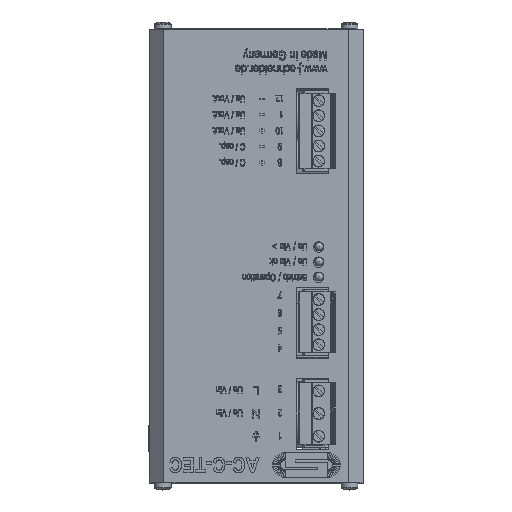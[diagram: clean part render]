
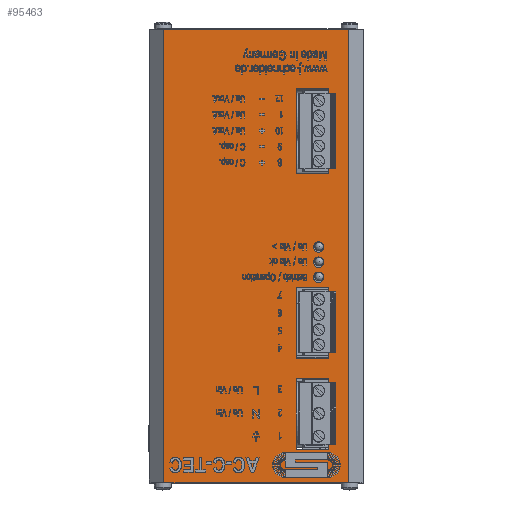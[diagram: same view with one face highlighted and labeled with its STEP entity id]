
A CAD part, top view. The second image highlights one B-rep face of the part: STEP entity #95463.
In plain terms, the highlighted planar face has unit normal (0, 0, 1).
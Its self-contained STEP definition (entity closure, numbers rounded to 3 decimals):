
#6933=FACE_BOUND('',#39663,.T.);
#6934=FACE_BOUND('',#39664,.T.);
#6935=FACE_BOUND('',#39665,.T.);
#6936=FACE_BOUND('',#39666,.T.);
#6937=FACE_BOUND('',#39667,.T.);
#6938=FACE_BOUND('',#39668,.T.);
#9102=PLANE('',#102285);
#15548=LINE('',#139935,#25617);
#15551=LINE('',#139941,#25620);
#15554=LINE('',#139947,#25623);
#15557=LINE('',#139951,#25626);
#15560=LINE('',#139959,#25629);
#15563=LINE('',#139965,#25632);
#15566=LINE('',#139971,#25635);
#15569=LINE('',#139975,#25638);
#15572=LINE('',#139983,#25641);
#15575=LINE('',#139989,#25644);
#15578=LINE('',#139995,#25647);
#15581=LINE('',#139999,#25650);
#15583=LINE('',#140005,#25652);
#15765=LINE('',#140401,#25834);
#15771=LINE('',#140411,#25840);
#15905=LINE('',#140712,#25974);
#25617=VECTOR('',#115676,10.);
#25620=VECTOR('',#115681,10.);
#25623=VECTOR('',#115686,10.);
#25626=VECTOR('',#115691,10.);
#25629=VECTOR('',#115696,10.);
#25632=VECTOR('',#115701,10.);
#25635=VECTOR('',#115706,10.);
#25638=VECTOR('',#115711,10.);
#25641=VECTOR('',#115716,10.);
#25644=VECTOR('',#115721,10.);
#25647=VECTOR('',#115726,10.);
#25650=VECTOR('',#115731,10.);
#25652=VECTOR('',#115735,1.);
#25834=VECTOR('',#116081,1.);
#25840=VECTOR('',#116089,1.);
#25974=VECTOR('',#116385,1.);
#33958=FACE_OUTER_BOUND('',#39662,.T.);
#39662=EDGE_LOOP('',(#78578,#78579,#78580,#78581));
#39663=EDGE_LOOP('',(#78582));
#39664=EDGE_LOOP('',(#78583));
#39665=EDGE_LOOP('',(#78584));
#39666=EDGE_LOOP('',(#78585,#78586,#78587,#78588));
#39667=EDGE_LOOP('',(#78589,#78590,#78591,#78592));
#39668=EDGE_LOOP('',(#78593,#78594,#78595,#78596));
#43446=CIRCLE('',#102102,1.75);
#43448=CIRCLE('',#102105,1.75);
#43450=CIRCLE('',#102108,1.75);
#47716=VERTEX_POINT('',#139913);
#47718=VERTEX_POINT('',#139919);
#47720=VERTEX_POINT('',#139925);
#47723=VERTEX_POINT('',#139932);
#47724=VERTEX_POINT('',#139934);
#47726=VERTEX_POINT('',#139940);
#47728=VERTEX_POINT('',#139946);
#47731=VERTEX_POINT('',#139956);
#47732=VERTEX_POINT('',#139958);
#47734=VERTEX_POINT('',#139964);
#47736=VERTEX_POINT('',#139970);
#47739=VERTEX_POINT('',#139980);
#47740=VERTEX_POINT('',#139982);
#47742=VERTEX_POINT('',#139988);
#47744=VERTEX_POINT('',#139994);
#47745=VERTEX_POINT('',#140001);
#47747=VERTEX_POINT('',#140004);
#47879=VERTEX_POINT('',#140400);
#47882=VERTEX_POINT('',#140409);
#58579=EDGE_CURVE('',#47716,#47716,#43446,.T.);
#58582=EDGE_CURVE('',#47718,#47718,#43448,.T.);
#58585=EDGE_CURVE('',#47720,#47720,#43450,.T.);
#58588=EDGE_CURVE('',#47724,#47723,#15548,.T.);
#58591=EDGE_CURVE('',#47726,#47724,#15551,.T.);
#58594=EDGE_CURVE('',#47728,#47726,#15554,.T.);
#58597=EDGE_CURVE('',#47723,#47728,#15557,.T.);
#58600=EDGE_CURVE('',#47732,#47731,#15560,.T.);
#58603=EDGE_CURVE('',#47734,#47732,#15563,.T.);
#58606=EDGE_CURVE('',#47736,#47734,#15566,.T.);
#58609=EDGE_CURVE('',#47731,#47736,#15569,.T.);
#58612=EDGE_CURVE('',#47740,#47739,#15572,.T.);
#58615=EDGE_CURVE('',#47742,#47740,#15575,.T.);
#58618=EDGE_CURVE('',#47744,#47742,#15578,.T.);
#58621=EDGE_CURVE('',#47739,#47744,#15581,.T.);
#58623=EDGE_CURVE('',#47747,#47745,#15583,.T.);
#58821=EDGE_CURVE('',#47879,#47747,#15765,.T.);
#58827=EDGE_CURVE('',#47879,#47882,#15771,.T.);
#58977=EDGE_CURVE('',#47745,#47882,#15905,.T.);
#78578=ORIENTED_EDGE('',*,*,#58977,.T.);
#78579=ORIENTED_EDGE('',*,*,#58827,.F.);
#78580=ORIENTED_EDGE('',*,*,#58821,.T.);
#78581=ORIENTED_EDGE('',*,*,#58623,.T.);
#78582=ORIENTED_EDGE('',*,*,#58579,.T.);
#78583=ORIENTED_EDGE('',*,*,#58582,.T.);
#78584=ORIENTED_EDGE('',*,*,#58585,.T.);
#78585=ORIENTED_EDGE('',*,*,#58594,.T.);
#78586=ORIENTED_EDGE('',*,*,#58591,.T.);
#78587=ORIENTED_EDGE('',*,*,#58588,.T.);
#78588=ORIENTED_EDGE('',*,*,#58597,.T.);
#78589=ORIENTED_EDGE('',*,*,#58606,.T.);
#78590=ORIENTED_EDGE('',*,*,#58603,.T.);
#78591=ORIENTED_EDGE('',*,*,#58600,.T.);
#78592=ORIENTED_EDGE('',*,*,#58609,.T.);
#78593=ORIENTED_EDGE('',*,*,#58618,.T.);
#78594=ORIENTED_EDGE('',*,*,#58615,.T.);
#78595=ORIENTED_EDGE('',*,*,#58612,.T.);
#78596=ORIENTED_EDGE('',*,*,#58621,.T.);
#95463=ADVANCED_FACE('',(#33958,#6933,#6934,#6935,#6936,#6937,#6938),#9102,
 .T.);
#102102=AXIS2_PLACEMENT_3D('',#139915,#115656,#115657);
#102105=AXIS2_PLACEMENT_3D('',#139921,#115663,#115664);
#102108=AXIS2_PLACEMENT_3D('',#139927,#115670,#115671);
#102285=AXIS2_PLACEMENT_3D('',#140711,#116383,#116384);
#115656=DIRECTION('center_axis',(0.,0.,-1.));
#115657=DIRECTION('ref_axis',(1.,0.,0.));
#115663=DIRECTION('center_axis',(0.,0.,-1.));
#115664=DIRECTION('ref_axis',(1.,0.,0.));
#115670=DIRECTION('center_axis',(0.,0.,-1.));
#115671=DIRECTION('ref_axis',(1.,0.,0.));
#115676=DIRECTION('',(1.,0.,0.));
#115681=DIRECTION('',(0.,1.,0.));
#115686=DIRECTION('',(-1.,0.,0.));
#115691=DIRECTION('',(0.,-1.,0.));
#115696=DIRECTION('',(1.,0.,0.));
#115701=DIRECTION('',(0.,1.,0.));
#115706=DIRECTION('',(-1.,0.,0.));
#115711=DIRECTION('',(0.,-1.,0.));
#115716=DIRECTION('',(0.,-1.,0.));
#115721=DIRECTION('',(1.,0.,0.));
#115726=DIRECTION('',(0.,1.,0.));
#115731=DIRECTION('',(-1.,0.,0.));
#115735=DIRECTION('',(0.,1.,0.));
#116081=DIRECTION('',(1.,0.,0.));
#116089=DIRECTION('',(0.,1.,0.));
#116383=DIRECTION('center_axis',(0.,0.,1.));
#116384=DIRECTION('ref_axis',(-1.,0.,0.));
#116385=DIRECTION('',(-1.,0.,0.));
#139913=CARTESIAN_POINT('',(150.862,172.799,129.2));
#139915=CARTESIAN_POINT('Origin',(152.612,172.799,129.2));
#139919=CARTESIAN_POINT('',(150.862,167.719,129.2));
#139921=CARTESIAN_POINT('Origin',(152.612,167.719,129.2));
#139925=CARTESIAN_POINT('',(150.862,177.879,129.2));
#139927=CARTESIAN_POINT('Origin',(152.612,177.879,129.2));
#139932=CARTESIAN_POINT('',(156.112,231.319,129.2));
#139934=CARTESIAN_POINT('',(145.112,231.319,129.2));
#139935=CARTESIAN_POINT('',(121.862,231.319,129.2));
#139940=CARTESIAN_POINT('',(145.112,202.519,129.2));
#139941=CARTESIAN_POINT('',(145.112,226.769,129.2));
#139946=CARTESIAN_POINT('',(156.112,202.519,129.2));
#139947=CARTESIAN_POINT('',(127.362,202.519,129.2));
#139951=CARTESIAN_POINT('',(156.112,241.169,129.2));
#139956=CARTESIAN_POINT('',(156.112,164.419,129.2));
#139958=CARTESIAN_POINT('',(145.112,164.419,129.2));
#139959=CARTESIAN_POINT('',(121.862,164.419,129.2));
#139964=CARTESIAN_POINT('',(145.112,140.419,129.2));
#139965=CARTESIAN_POINT('',(145.112,195.719,129.2));
#139970=CARTESIAN_POINT('',(156.112,140.419,129.2));
#139971=CARTESIAN_POINT('',(127.362,140.419,129.2));
#139975=CARTESIAN_POINT('',(156.112,207.719,129.2));
#139980=CARTESIAN_POINT('',(156.112,109.819,129.2));
#139982=CARTESIAN_POINT('',(156.112,133.619,129.2));
#139983=CARTESIAN_POINT('',(156.112,192.319,129.2));
#139988=CARTESIAN_POINT('',(145.112,133.619,129.2));
#139989=CARTESIAN_POINT('',(121.862,133.619,129.2));
#139994=CARTESIAN_POINT('',(145.112,109.819,129.2));
#139995=CARTESIAN_POINT('',(145.112,180.419,129.2));
#139999=CARTESIAN_POINT('',(127.362,109.819,129.2));
#140001=CARTESIAN_POINT('',(162.612,251.019,129.2));
#140004=CARTESIAN_POINT('',(162.612,98.519,129.2));
#140005=CARTESIAN_POINT('',(162.612,98.519,129.2));
#140400=CARTESIAN_POINT('',(100.612,98.519,129.2));
#140401=CARTESIAN_POINT('',(157.973,98.519,129.2));
#140409=CARTESIAN_POINT('',(100.612,251.019,129.2));
#140411=CARTESIAN_POINT('',(100.612,98.519,129.2));
#140711=CARTESIAN_POINT('Origin',(98.612,251.019,129.2));
#140712=CARTESIAN_POINT('',(164.612,251.019,129.2));
